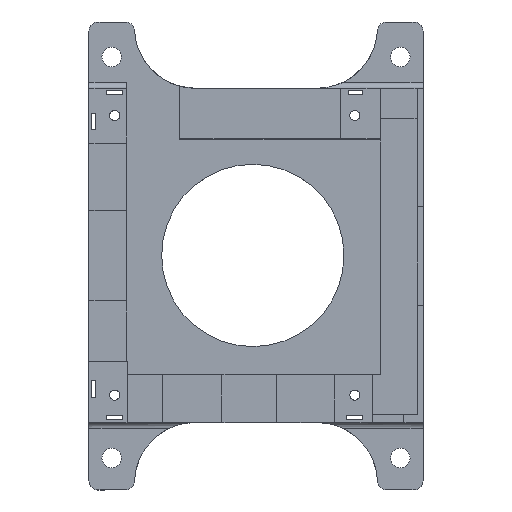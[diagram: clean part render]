
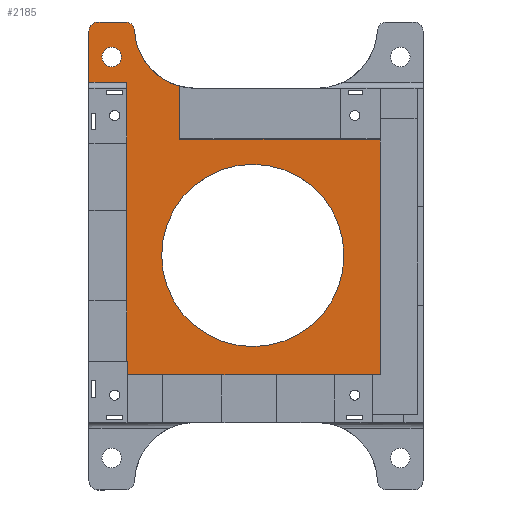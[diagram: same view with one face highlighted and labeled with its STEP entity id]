
A CAD part, top view. The second image highlights one B-rep face of the part: STEP entity #2185.
In plain terms, the highlighted planar face has unit normal (0, 0, 1).
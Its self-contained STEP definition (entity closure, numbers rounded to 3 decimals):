
#18=FACE_BOUND('',#253,.T.);
#19=FACE_BOUND('',#254,.T.);
#52=PLANE('',#2303);
#138=FACE_OUTER_BOUND('',#252,.T.);
#252=EDGE_LOOP('',(#1517,#1518,#1519,#1520,#1521,#1522,#1523,#1524,#1525,
#1526,#1527,#1528,#1529,#1530,#1531));
#253=EDGE_LOOP('',(#1532));
#254=EDGE_LOOP('',(#1533));
#399=LINE('',#3080,#661);
#401=LINE('',#3086,#663);
#402=LINE('',#3088,#664);
#403=LINE('',#3090,#665);
#404=LINE('',#3092,#666);
#405=LINE('',#3094,#667);
#406=LINE('',#3096,#668);
#407=LINE('',#3098,#669);
#408=LINE('',#3100,#670);
#409=LINE('',#3102,#671);
#410=LINE('',#3108,#672);
#411=LINE('',#3111,#673);
#661=VECTOR('',#2476,10.);
#663=VECTOR('',#2482,10.);
#664=VECTOR('',#2483,10.);
#665=VECTOR('',#2484,10.);
#666=VECTOR('',#2485,10.);
#667=VECTOR('',#2486,10.);
#668=VECTOR('',#2487,10.);
#669=VECTOR('',#2488,10.);
#670=VECTOR('',#2489,10.);
#671=VECTOR('',#2490,10.);
#672=VECTOR('',#2495,10.);
#673=VECTOR('',#2498,10.);
#925=CIRCLE('',#2304,20.);
#926=CIRCLE('',#2305,3.);
#927=CIRCLE('',#2306,3.);
#928=CIRCLE('',#2307,30.);
#929=CIRCLE('',#2308,3.2);
#980=VERTEX_POINT('',#3077);
#981=VERTEX_POINT('',#3079);
#983=VERTEX_POINT('',#3085);
#984=VERTEX_POINT('',#3087);
#985=VERTEX_POINT('',#3089);
#986=VERTEX_POINT('',#3091);
#987=VERTEX_POINT('',#3093);
#988=VERTEX_POINT('',#3095);
#989=VERTEX_POINT('',#3097);
#990=VERTEX_POINT('',#3099);
#991=VERTEX_POINT('',#3101);
#992=VERTEX_POINT('',#3103);
#993=VERTEX_POINT('',#3105);
#994=VERTEX_POINT('',#3107);
#995=VERTEX_POINT('',#3109);
#996=VERTEX_POINT('',#3112);
#997=VERTEX_POINT('',#3114);
#1193=EDGE_CURVE('',#980,#981,#399,.T.);
#1196=EDGE_CURVE('',#983,#980,#401,.T.);
#1197=EDGE_CURVE('',#984,#983,#402,.T.);
#1198=EDGE_CURVE('',#985,#984,#403,.T.);
#1199=EDGE_CURVE('',#986,#985,#404,.T.);
#1200=EDGE_CURVE('',#986,#987,#405,.T.);
#1201=EDGE_CURVE('',#988,#987,#406,.T.);
#1202=EDGE_CURVE('',#989,#988,#407,.T.);
#1203=EDGE_CURVE('',#990,#989,#408,.T.);
#1204=EDGE_CURVE('',#990,#991,#409,.T.);
#1205=EDGE_CURVE('',#991,#992,#925,.F.);
#1206=EDGE_CURVE('',#993,#992,#926,.T.);
#1207=EDGE_CURVE('',#994,#993,#410,.T.);
#1208=EDGE_CURVE('',#995,#994,#927,.T.);
#1209=EDGE_CURVE('',#981,#995,#411,.T.);
#1210=EDGE_CURVE('',#996,#996,#928,.T.);
#1211=EDGE_CURVE('',#997,#997,#929,.T.);
#1517=ORIENTED_EDGE('',*,*,#1193,.F.);
#1518=ORIENTED_EDGE('',*,*,#1196,.F.);
#1519=ORIENTED_EDGE('',*,*,#1197,.F.);
#1520=ORIENTED_EDGE('',*,*,#1198,.F.);
#1521=ORIENTED_EDGE('',*,*,#1199,.F.);
#1522=ORIENTED_EDGE('',*,*,#1200,.T.);
#1523=ORIENTED_EDGE('',*,*,#1201,.F.);
#1524=ORIENTED_EDGE('',*,*,#1202,.F.);
#1525=ORIENTED_EDGE('',*,*,#1203,.F.);
#1526=ORIENTED_EDGE('',*,*,#1204,.T.);
#1527=ORIENTED_EDGE('',*,*,#1205,.T.);
#1528=ORIENTED_EDGE('',*,*,#1206,.F.);
#1529=ORIENTED_EDGE('',*,*,#1207,.F.);
#1530=ORIENTED_EDGE('',*,*,#1208,.F.);
#1531=ORIENTED_EDGE('',*,*,#1209,.F.);
#1532=ORIENTED_EDGE('',*,*,#1210,.T.);
#1533=ORIENTED_EDGE('',*,*,#1211,.F.);
#2185=ADVANCED_FACE('',(#138,#18,#19),#52,.T.);
#2303=AXIS2_PLACEMENT_3D('',#3084,#2480,#2481);
#2304=AXIS2_PLACEMENT_3D('',#3104,#2491,#2492);
#2305=AXIS2_PLACEMENT_3D('',#3106,#2493,#2494);
#2306=AXIS2_PLACEMENT_3D('',#3110,#2496,#2497);
#2307=AXIS2_PLACEMENT_3D('',#3113,#2499,#2500);
#2308=AXIS2_PLACEMENT_3D('',#3115,#2501,#2502);
#2476=DIRECTION('',(-1.,0.,0.));
#2480=DIRECTION('center_axis',(0.,0.,1.));
#2481=DIRECTION('ref_axis',(1.,0.,0.));
#2482=DIRECTION('',(0.,1.,0.));
#2483=DIRECTION('',(-1.,0.,0.));
#2484=DIRECTION('',(0.,1.,0.));
#2485=DIRECTION('',(-1.,0.,0.));
#2486=DIRECTION('',(1.,0.,0.));
#2487=DIRECTION('',(-1.,0.,0.));
#2488=DIRECTION('',(0.,-1.,0.));
#2489=DIRECTION('',(1.,0.,0.));
#2490=DIRECTION('',(0.,1.,0.));
#2491=DIRECTION('center_axis',(0.,0.,1.));
#2492=DIRECTION('ref_axis',(-0.707,-0.707,0.));
#2493=DIRECTION('center_axis',(0.,0.,-1.));
#2494=DIRECTION('ref_axis',(0.688,0.725,0.));
#2495=DIRECTION('',(1.,0.,0.));
#2496=DIRECTION('center_axis',(0.,0.,-1.));
#2497=DIRECTION('ref_axis',(-0.707,0.707,0.));
#2498=DIRECTION('',(0.,1.,0.));
#2499=DIRECTION('center_axis',(0.,0.,-1.));
#2500=DIRECTION('ref_axis',(1.,0.,0.));
#2501=DIRECTION('center_axis',(0.,0.,1.));
#2502=DIRECTION('ref_axis',(1.,0.,0.));
#3077=CARTESIAN_POINT('',(12.465,137.,3.969));
#3079=CARTESIAN_POINT('',(0.,137.,3.969));
#3080=CARTESIAN_POINT('',(33.483,137.,3.969));
#3084=CARTESIAN_POINT('Origin',(12.465,118.29,3.969));
#3085=CARTESIAN_POINT('',(12.465,45.04,3.969));
#3086=CARTESIAN_POINT('',(12.465,98.155,3.969));
#3087=CARTESIAN_POINT('',(12.55,45.04,3.969));
#3088=CARTESIAN_POINT('',(33.318,45.04,3.969));
#3089=CARTESIAN_POINT('',(12.55,40.75,3.969));
#3090=CARTESIAN_POINT('',(12.55,60.135,3.969));
#3091=CARTESIAN_POINT('',(43.8,40.75,3.969));
#3092=CARTESIAN_POINT('',(33.36,40.75,3.969));
#3093=CARTESIAN_POINT('',(61.8,40.75,3.969));
#3094=CARTESIAN_POINT('',(12.55,40.75,3.969));
#3095=CARTESIAN_POINT('',(95.875,40.75,3.969));
#3096=CARTESIAN_POINT('',(33.36,40.75,3.969));
#3097=CARTESIAN_POINT('',(95.875,118.29,3.969));
#3098=CARTESIAN_POINT('',(95.875,60.135,3.969));
#3099=CARTESIAN_POINT('',(29.94,118.29,3.969));
#3100=CARTESIAN_POINT('',(54.335,118.29,3.969));
#3101=CARTESIAN_POINT('',(29.94,135.651,3.969));
#3102=CARTESIAN_POINT('',(29.94,118.29,3.969));
#3103=CARTESIAN_POINT('',(15.027,153.957,3.969));
#3104=CARTESIAN_POINT('Origin',(35.,155.,3.969));
#3105=CARTESIAN_POINT('',(12.031,156.8,3.969));
#3106=CARTESIAN_POINT('Origin',(12.031,153.8,3.969));
#3107=CARTESIAN_POINT('',(3.,156.8,3.969));
#3108=CARTESIAN_POINT('',(82.5,156.8,3.969));
#3109=CARTESIAN_POINT('',(0.,153.8,3.969));
#3110=CARTESIAN_POINT('Origin',(3.,153.8,3.969));
#3111=CARTESIAN_POINT('',(0.,118.3,3.969));
#3112=CARTESIAN_POINT('',(23.95,79.98,3.969));
#3113=CARTESIAN_POINT('Origin',(53.95,79.98,3.969));
#3114=CARTESIAN_POINT('',(4.3,145.3,3.969));
#3115=CARTESIAN_POINT('Origin',(7.5,145.3,3.969));
